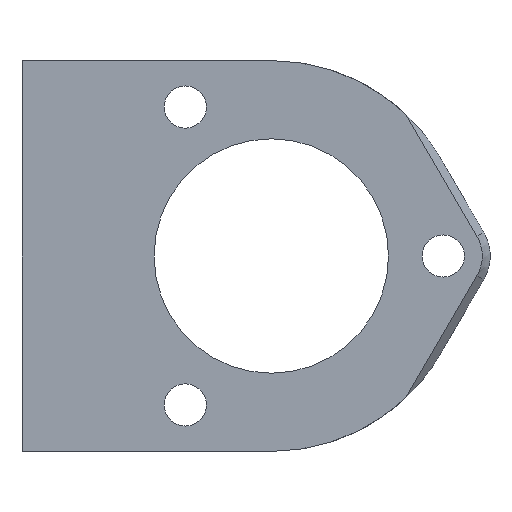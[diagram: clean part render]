
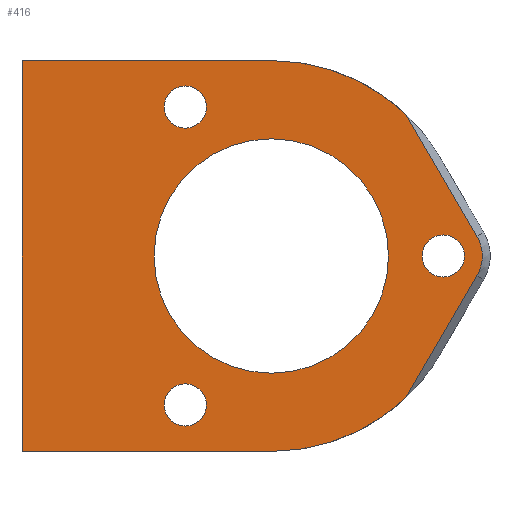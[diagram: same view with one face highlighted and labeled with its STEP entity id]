
A CAD part, front view. The second image highlights one B-rep face of the part: STEP entity #416.
In plain terms, the highlighted planar face has unit normal (0, -1, 0).
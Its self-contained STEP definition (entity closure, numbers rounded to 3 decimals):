
#2 = CARTESIAN_POINT ( 'NONE',  ( 29.053, 0., -12.5 ) ) ;
#10 = EDGE_CURVE ( 'NONE', #321, #962, #770, .T. ) ;
#12 = DIRECTION ( 'NONE',  ( 0., 1., 0. ) ) ;
#29 = AXIS2_PLACEMENT_3D ( 'NONE', #326, #910, #407 ) ;
#30 = CARTESIAN_POINT ( 'NONE',  ( 45., 0., 0. ) ) ;
#54 = VERTEX_POINT ( 'NONE', #421 ) ;
#55 = DIRECTION ( 'NONE',  ( 1., 0., 0. ) ) ;
#59 = CARTESIAN_POINT ( 'NONE',  ( 39.5, 0., 10.876 ) ) ;
#64 = CARTESIAN_POINT ( 'NONE',  ( 39.5, 0., -9.526 ) ) ;
#69 = ORIENTED_EDGE ( 'NONE', *, *, #643, .F. ) ;
#99 = FACE_BOUND ( 'NONE', #193, .T. ) ;
#105 = VERTEX_POINT ( 'NONE', #510 ) ;
#120 = VERTEX_POINT ( 'NONE', #675 ) ;
#128 = CARTESIAN_POINT ( 'NONE',  ( 56., 0., 1.35 ) ) ;
#130 = CARTESIAN_POINT ( 'NONE',  ( 53.599, 0., -9.072 ) ) ;
#136 = DIRECTION ( 'NONE',  ( -0.504, 0., 0.864 ) ) ;
#141 = DIRECTION ( 'NONE',  ( 0., -1., 0. ) ) ;
#172 = DIRECTION ( 'NONE',  ( 0., 0., 1. ) ) ;
#183 = DIRECTION ( 'NONE',  ( 0., 0., 1. ) ) ;
#185 = ORIENTED_EDGE ( 'NONE', *, *, #623, .T. ) ;
#193 = EDGE_LOOP ( 'NONE', ( #425, #832 ) ) ;
#203 = CARTESIAN_POINT ( 'NONE',  ( 39.5, 0., 9.526 ) ) ;
#213 = LINE ( 'NONE', #617, #340 ) ;
#225 = VECTOR ( 'NONE', #575, 1000. ) ;
#228 = CARTESIAN_POINT ( 'NONE',  ( 45., 0., 0. ) ) ;
#238 = CARTESIAN_POINT ( 'NONE',  ( 53.599, 0., 9.072 ) ) ;
#243 = DIRECTION ( 'NONE',  ( 0.504, 0., 0.864 ) ) ;
#246 = VERTEX_POINT ( 'NONE', #863 ) ;
#259 = CARTESIAN_POINT ( 'NONE',  ( 45., 0., 7.5 ) ) ;
#265 = EDGE_CURVE ( 'NONE', #738, #1038, #913, .T. ) ;
#266 = LINE ( 'NONE', #640, #1029 ) ;
#268 = CARTESIAN_POINT ( 'NONE',  ( 56., 0., 0. ) ) ;
#288 = DIRECTION ( 'NONE',  ( 0., 0., 1. ) ) ;
#300 = DIRECTION ( 'NONE',  ( 0., 0., 1. ) ) ;
#302 = FACE_OUTER_BOUND ( 'NONE', #496, .T. ) ;
#309 = CARTESIAN_POINT ( 'NONE',  ( 45., 0., 12.5 ) ) ;
#310 = VERTEX_POINT ( 'NONE', #352 ) ;
#321 = VERTEX_POINT ( 'NONE', #130 ) ;
#326 = CARTESIAN_POINT ( 'NONE',  ( 56., 0., 0. ) ) ;
#327 = EDGE_CURVE ( 'NONE', #360, #357, #454, .T. ) ;
#339 = ORIENTED_EDGE ( 'NONE', *, *, #963, .F. ) ;
#340 = VECTOR ( 'NONE', #136, 1000. ) ;
#341 = DIRECTION ( 'NONE',  ( 0., -1., 0. ) ) ;
#342 = EDGE_CURVE ( 'NONE', #54, #310, #351, .T. ) ;
#345 = AXIS2_PLACEMENT_3D ( 'NONE', #30, #931, #762 ) ;
#348 = ORIENTED_EDGE ( 'NONE', *, *, #691, .F. ) ;
#351 = CIRCLE ( 'NONE', #613, 1.35 ) ;
#352 = CARTESIAN_POINT ( 'NONE',  ( 39.5, 0., -8.176 ) ) ;
#357 = VERTEX_POINT ( 'NONE', #628 ) ;
#360 = VERTEX_POINT ( 'NONE', #59 ) ;
#366 = AXIS2_PLACEMENT_3D ( 'NONE', #664, #12, #172 ) ;
#370 = EDGE_CURVE ( 'NONE', #726, #1014, #757, .T. ) ;
#372 = ORIENTED_EDGE ( 'NONE', *, *, #458, .F. ) ;
#377 = CARTESIAN_POINT ( 'NONE',  ( 45., 0., -7.5 ) ) ;
#387 = EDGE_CURVE ( 'NONE', #964, #447, #213, .T. ) ;
#388 = DIRECTION ( 'NONE',  ( 0., 1., 0. ) ) ;
#407 = DIRECTION ( 'NONE',  ( 0., 0., 1. ) ) ;
#416 = ADVANCED_FACE ( 'NONE', ( #99, #622, #601, #981, #302 ), #642, .F. ) ;
#421 = CARTESIAN_POINT ( 'NONE',  ( 39.5, 0., -10.876 ) ) ;
#425 = ORIENTED_EDGE ( 'NONE', *, *, #265, .F. ) ;
#435 = DIRECTION ( 'NONE',  ( 0., -1., 0. ) ) ;
#438 = VECTOR ( 'NONE', #55, 1000. ) ;
#445 = CARTESIAN_POINT ( 'NONE',  ( 45., 0., 0. ) ) ;
#447 = VERTEX_POINT ( 'NONE', #238 ) ;
#454 = CIRCLE ( 'NONE', #861, 1.35 ) ;
#458 = EDGE_CURVE ( 'NONE', #357, #360, #1017, .T. ) ;
#474 = CARTESIAN_POINT ( 'NONE',  ( 39.5, 0., 9.526 ) ) ;
#475 = VERTEX_POINT ( 'NONE', #2 ) ;
#477 = DIRECTION ( 'NONE',  ( 0., 0., 1. ) ) ;
#485 = DIRECTION ( 'NONE',  ( 0., 0., 1. ) ) ;
#488 = ORIENTED_EDGE ( 'NONE', *, *, #342, .F. ) ;
#491 = EDGE_CURVE ( 'NONE', #1038, #738, #611, .T. ) ;
#496 = EDGE_LOOP ( 'NONE', ( #751, #69, #1004, #975, #185, #1059, #775, #339 ) ) ;
#510 = CARTESIAN_POINT ( 'NONE',  ( 29.053, 0., 12.5 ) ) ;
#520 = EDGE_CURVE ( 'NONE', #105, #475, #266, .T. ) ;
#537 = CARTESIAN_POINT ( 'NONE',  ( 58.159, 0., 1.26 ) ) ;
#553 = DIRECTION ( 'NONE',  ( 0., -1., 0. ) ) ;
#563 = ORIENTED_EDGE ( 'NONE', *, *, #652, .F. ) ;
#570 = AXIS2_PLACEMENT_3D ( 'NONE', #445, #768, #867 ) ;
#575 = DIRECTION ( 'NONE',  ( -1., 0., 0. ) ) ;
#590 = AXIS2_PLACEMENT_3D ( 'NONE', #474, #895, #485 ) ;
#600 = CARTESIAN_POINT ( 'NONE',  ( 56., 0., -1.35 ) ) ;
#601 = FACE_BOUND ( 'NONE', #857, .T. ) ;
#611 = CIRCLE ( 'NONE', #803, 7.5 ) ;
#613 = AXIS2_PLACEMENT_3D ( 'NONE', #64, #798, #288 ) ;
#617 = CARTESIAN_POINT ( 'NONE',  ( 55.364, 0., 6.049 ) ) ;
#622 = FACE_BOUND ( 'NONE', #884, .T. ) ;
#623 = EDGE_CURVE ( 'NONE', #120, #964, #781, .T. ) ;
#625 = CARTESIAN_POINT ( 'NONE',  ( 45., 0., -12.5 ) ) ;
#626 = DIRECTION ( 'NONE',  ( 0., -1., 0. ) ) ;
#628 = CARTESIAN_POINT ( 'NONE',  ( 39.5, 0., 8.176 ) ) ;
#631 = EDGE_CURVE ( 'NONE', #321, #120, #891, .T. ) ;
#633 = LINE ( 'NONE', #656, #225 ) ;
#640 = CARTESIAN_POINT ( 'NONE',  ( 29.053, 0., 20.662 ) ) ;
#641 = ORIENTED_EDGE ( 'NONE', *, *, #327, .F. ) ;
#642 = PLANE ( 'NONE',  #746 ) ;
#643 = EDGE_CURVE ( 'NONE', #962, #475, #633, .T. ) ;
#649 = VECTOR ( 'NONE', #243, 1000. ) ;
#652 = EDGE_CURVE ( 'NONE', #1014, #726, #755, .T. ) ;
#656 = CARTESIAN_POINT ( 'NONE',  ( 45., 0., -12.5 ) ) ;
#658 = ORIENTED_EDGE ( 'NONE', *, *, #370, .F. ) ;
#664 = CARTESIAN_POINT ( 'NONE',  ( 45., 0., 0. ) ) ;
#667 = AXIS2_PLACEMENT_3D ( 'NONE', #971, #626, #883 ) ;
#675 = CARTESIAN_POINT ( 'NONE',  ( 58.159, 0., -1.26 ) ) ;
#687 = CIRCLE ( 'NONE', #345, 12.5 ) ;
#691 = EDGE_CURVE ( 'NONE', #310, #54, #700, .T. ) ;
#700 = CIRCLE ( 'NONE', #754, 1.35 ) ;
#715 = EDGE_CURVE ( 'NONE', #246, #447, #687, .T. ) ;
#726 = VERTEX_POINT ( 'NONE', #600 ) ;
#738 = VERTEX_POINT ( 'NONE', #259 ) ;
#746 = AXIS2_PLACEMENT_3D ( 'NONE', #985, #388, #477 ) ;
#751 = ORIENTED_EDGE ( 'NONE', *, *, #520, .T. ) ;
#754 = AXIS2_PLACEMENT_3D ( 'NONE', #853, #435, #183 ) ;
#755 = CIRCLE ( 'NONE', #915, 1.35 ) ;
#757 = CIRCLE ( 'NONE', #667, 1.35 ) ;
#762 = DIRECTION ( 'NONE',  ( 0., 0., 1. ) ) ;
#767 = LINE ( 'NONE', #309, #438 ) ;
#768 = DIRECTION ( 'NONE',  ( 0., -1., 0. ) ) ;
#770 = CIRCLE ( 'NONE', #366, 12.5 ) ;
#775 = ORIENTED_EDGE ( 'NONE', *, *, #715, .F. ) ;
#781 = CIRCLE ( 'NONE', #29, 2.5 ) ;
#798 = DIRECTION ( 'NONE',  ( 0., -1., 0. ) ) ;
#803 = AXIS2_PLACEMENT_3D ( 'NONE', #228, #553, #904 ) ;
#827 = CARTESIAN_POINT ( 'NONE',  ( 55.364, 0., -6.049 ) ) ;
#832 = ORIENTED_EDGE ( 'NONE', *, *, #491, .F. ) ;
#851 = DIRECTION ( 'NONE',  ( 0., 0., 1. ) ) ;
#853 = CARTESIAN_POINT ( 'NONE',  ( 39.5, 0., -9.526 ) ) ;
#857 = EDGE_LOOP ( 'NONE', ( #641, #372 ) ) ;
#861 = AXIS2_PLACEMENT_3D ( 'NONE', #203, #141, #300 ) ;
#863 = CARTESIAN_POINT ( 'NONE',  ( 45., 0., 12.5 ) ) ;
#867 = DIRECTION ( 'NONE',  ( 0., 0., 1. ) ) ;
#883 = DIRECTION ( 'NONE',  ( 0., 0., 1. ) ) ;
#884 = EDGE_LOOP ( 'NONE', ( #348, #488 ) ) ;
#891 = LINE ( 'NONE', #827, #649 ) ;
#895 = DIRECTION ( 'NONE',  ( 0., -1., 0. ) ) ;
#904 = DIRECTION ( 'NONE',  ( 0., 0., 1. ) ) ;
#910 = DIRECTION ( 'NONE',  ( 0., -1., 0. ) ) ;
#913 = CIRCLE ( 'NONE', #570, 7.5 ) ;
#915 = AXIS2_PLACEMENT_3D ( 'NONE', #268, #341, #851 ) ;
#931 = DIRECTION ( 'NONE',  ( 0., 1., 0. ) ) ;
#933 = EDGE_LOOP ( 'NONE', ( #563, #658 ) ) ;
#962 = VERTEX_POINT ( 'NONE', #625 ) ;
#963 = EDGE_CURVE ( 'NONE', #105, #246, #767, .T. ) ;
#964 = VERTEX_POINT ( 'NONE', #537 ) ;
#971 = CARTESIAN_POINT ( 'NONE',  ( 56., 0., 0. ) ) ;
#973 = DIRECTION ( 'NONE',  ( 0., 0., -1. ) ) ;
#975 = ORIENTED_EDGE ( 'NONE', *, *, #631, .T. ) ;
#981 = FACE_BOUND ( 'NONE', #933, .T. ) ;
#985 = CARTESIAN_POINT ( 'NONE',  ( 45., 0., 0. ) ) ;
#1004 = ORIENTED_EDGE ( 'NONE', *, *, #10, .F. ) ;
#1014 = VERTEX_POINT ( 'NONE', #128 ) ;
#1017 = CIRCLE ( 'NONE', #590, 1.35 ) ;
#1029 = VECTOR ( 'NONE', #973, 1000. ) ;
#1038 = VERTEX_POINT ( 'NONE', #377 ) ;
#1059 = ORIENTED_EDGE ( 'NONE', *, *, #387, .T. ) ;
